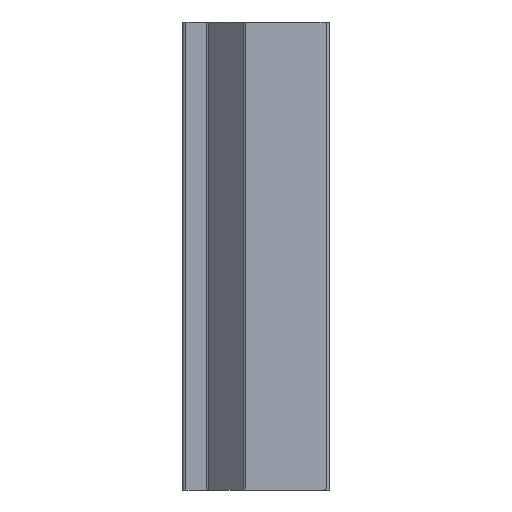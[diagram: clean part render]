
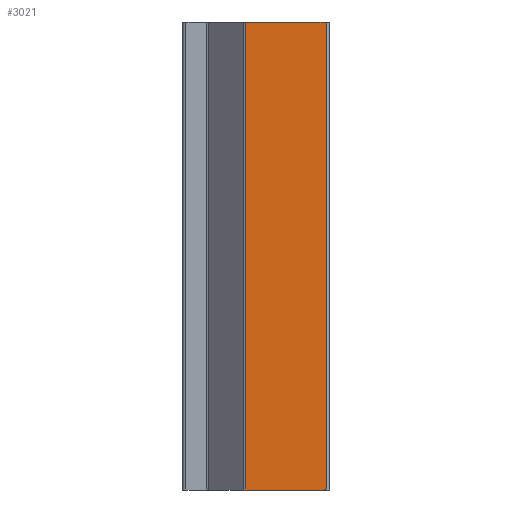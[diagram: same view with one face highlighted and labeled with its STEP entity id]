
A CAD part, left-side view. The second image highlights one B-rep face of the part: STEP entity #3021.
In plain terms, the highlighted planar face has unit normal (-1, 0, 0).
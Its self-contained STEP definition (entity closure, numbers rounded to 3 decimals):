
#206 = CARTESIAN_POINT ( 'NONE',  ( -22.25, 11.384, 0. ) ) ;
#389 = EDGE_CURVE ( 'NONE', #1768, #1656, #2618, .T. ) ;
#541 = EDGE_CURVE ( 'NONE', #2458, #1824, #1938, .T. ) ;
#561 = CARTESIAN_POINT ( 'NONE',  ( -22.25, 0.5, -63.5 ) ) ;
#596 = DIRECTION ( 'NONE',  ( 0., 0., 1. ) ) ;
#600 = CARTESIAN_POINT ( 'NONE',  ( -22.25, 0.5, 0. ) ) ;
#693 = VECTOR ( 'NONE', #1594, 1000. ) ;
#787 = DIRECTION ( 'NONE',  ( -1., 0., 0. ) ) ;
#1066 = CARTESIAN_POINT ( 'NONE',  ( -22.25, 11.384, -63.5 ) ) ;
#1213 = CARTESIAN_POINT ( 'NONE',  ( -22.25, 11.384, -63.5 ) ) ;
#1215 = ORIENTED_EDGE ( 'NONE', *, *, #541, .T. ) ;
#1217 = VECTOR ( 'NONE', #2915, 1000. ) ;
#1478 = CARTESIAN_POINT ( 'NONE',  ( -22.25, 0.5, -63.5 ) ) ;
#1578 = PLANE ( 'NONE',  #3186 ) ;
#1583 = EDGE_LOOP ( 'NONE', ( #2712, #1215, #2050, #1603 ) ) ;
#1594 = DIRECTION ( 'NONE',  ( 0., -1., 0. ) ) ;
#1603 = ORIENTED_EDGE ( 'NONE', *, *, #389, .T. ) ;
#1656 = VERTEX_POINT ( 'NONE', #1213 ) ;
#1768 = VERTEX_POINT ( 'NONE', #3254 ) ;
#1824 = VERTEX_POINT ( 'NONE', #600 ) ;
#1848 = LINE ( 'NONE', #1066, #2421 ) ;
#1938 = LINE ( 'NONE', #561, #3312 ) ;
#2050 = ORIENTED_EDGE ( 'NONE', *, *, #2958, .F. ) ;
#2072 = EDGE_CURVE ( 'NONE', #1656, #2458, #1848, .T. ) ;
#2160 = CARTESIAN_POINT ( 'NONE',  ( -22.25, 11.384, -63.5 ) ) ;
#2180 = DIRECTION ( 'NONE',  ( 0., 0., 1. ) ) ;
#2389 = DIRECTION ( 'NONE',  ( 0., -1., 0. ) ) ;
#2421 = VECTOR ( 'NONE', #2389, 1000. ) ;
#2458 = VERTEX_POINT ( 'NONE', #1478 ) ;
#2618 = LINE ( 'NONE', #3157, #1217 ) ;
#2712 = ORIENTED_EDGE ( 'NONE', *, *, #2072, .T. ) ;
#2915 = DIRECTION ( 'NONE',  ( 0., 0., -1. ) ) ;
#2958 = EDGE_CURVE ( 'NONE', #1768, #1824, #3326, .T. ) ;
#3021 = ADVANCED_FACE ( 'NONE', ( #3309 ), #1578, .T. ) ;
#3157 = CARTESIAN_POINT ( 'NONE',  ( -22.25, 11.384, -63.5 ) ) ;
#3186 = AXIS2_PLACEMENT_3D ( 'NONE', #2160, #787, #2180 ) ;
#3254 = CARTESIAN_POINT ( 'NONE',  ( -22.25, 11.384, 0. ) ) ;
#3309 = FACE_OUTER_BOUND ( 'NONE', #1583, .T. ) ;
#3312 = VECTOR ( 'NONE', #596, 1000. ) ;
#3326 = LINE ( 'NONE', #206, #693 ) ;
